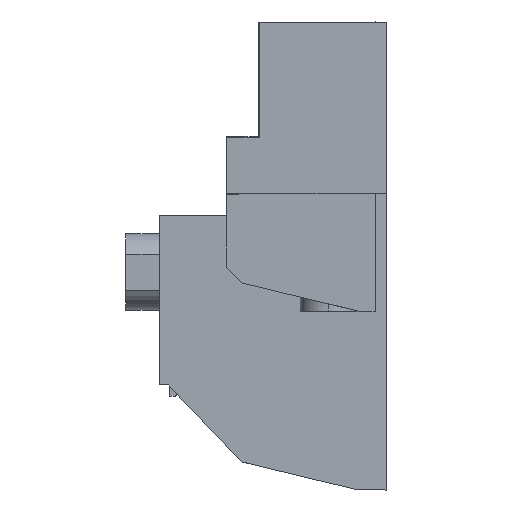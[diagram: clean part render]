
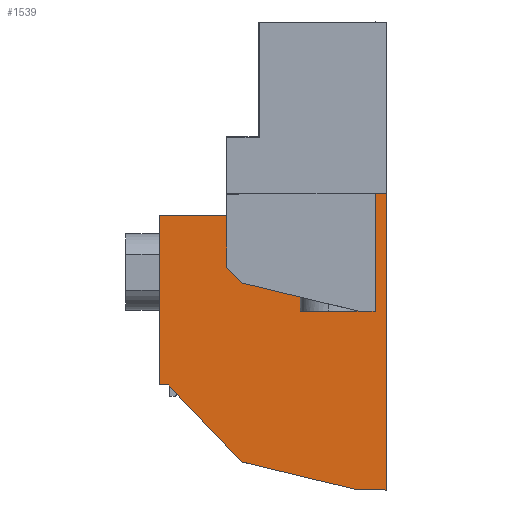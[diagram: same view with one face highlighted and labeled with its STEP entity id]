
A CAD part, left-side view. The second image highlights one B-rep face of the part: STEP entity #1539.
In plain terms, the highlighted planar face has unit normal (-1, 0, 0).
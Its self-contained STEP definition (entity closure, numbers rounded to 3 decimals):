
#1470=AXIS2_PLACEMENT_3D('Plane Axis2P3D',#1467,#1468,#1469) ;
#180=CARTESIAN_POINT('Vertex',(7.62,0.,0.)) ;
#183=CARTESIAN_POINT('Line Origine',(7.62,1.25,0.)) ;
#187=CARTESIAN_POINT('Vertex',(7.62,2.5,0.)) ;
#444=CARTESIAN_POINT('Line Origine',(7.62,7.675,1.25)) ;
#448=CARTESIAN_POINT('Vertex',(7.62,12.85,2.5)) ;
#717=CARTESIAN_POINT('Vertex',(7.62,0.,27.93)) ;
#720=CARTESIAN_POINT('Line Origine',(7.62,0.,13.965)) ;
#1467=CARTESIAN_POINT('Axis2P3D Location',(7.62,0.,41.45)) ;
#1472=CARTESIAN_POINT('Line Origine',(7.62,5.625,27.93)) ;
#1476=CARTESIAN_POINT('Vertex',(7.62,11.25,27.93)) ;
#1479=CARTESIAN_POINT('Line Origine',(7.62,11.25,34.69)) ;
#1483=CARTESIAN_POINT('Vertex',(7.62,11.25,41.45)) ;
#1486=CARTESIAN_POINT('Line Origine',(7.62,11.275,41.45)) ;
#1490=CARTESIAN_POINT('Vertex',(7.62,11.3,41.45)) ;
#1493=CARTESIAN_POINT('Line Origine',(7.62,11.3,32.875)) ;
#1497=CARTESIAN_POINT('Vertex',(7.62,11.3,24.3)) ;
#1500=CARTESIAN_POINT('Line Origine',(7.62,15.7,24.3)) ;
#1504=CARTESIAN_POINT('Vertex',(7.62,20.1,24.3)) ;
#1507=CARTESIAN_POINT('Line Origine',(7.62,20.1,16.8)) ;
#1511=CARTESIAN_POINT('Vertex',(7.62,20.1,9.3)) ;
#1514=CARTESIAN_POINT('Line Origine',(7.62,19.7,9.3)) ;
#1518=CARTESIAN_POINT('Vertex',(7.62,19.3,9.3)) ;
#1521=CARTESIAN_POINT('Line Origine',(7.62,16.075,5.9)) ;
#184=DIRECTION('Vector Direction',(0.,-1.,0.)) ;
#445=DIRECTION('Vector Direction',(0.,-0.972,-0.235)) ;
#721=DIRECTION('Vector Direction',(0.,0.,-1.)) ;
#1468=DIRECTION('Axis2P3D Direction',(1.,0.,0.)) ;
#1469=DIRECTION('Axis2P3D XDirection',(0.,0.,-1.)) ;
#1473=DIRECTION('Vector Direction',(0.,-1.,0.)) ;
#1480=DIRECTION('Vector Direction',(0.,0.,-1.)) ;
#1487=DIRECTION('Vector Direction',(0.,-1.,0.)) ;
#1494=DIRECTION('Vector Direction',(0.,0.,-1.)) ;
#1501=DIRECTION('Vector Direction',(0.,-1.,0.)) ;
#1508=DIRECTION('Vector Direction',(0.,0.,-1.)) ;
#1515=DIRECTION('Vector Direction',(0.,-1.,0.)) ;
#1522=DIRECTION('Vector Direction',(0.,-0.688,-0.726)) ;
#185=VECTOR('Line Direction',#184,1.) ;
#446=VECTOR('Line Direction',#445,1.) ;
#722=VECTOR('Line Direction',#721,1.) ;
#1474=VECTOR('Line Direction',#1473,1.) ;
#1481=VECTOR('Line Direction',#1480,1.) ;
#1488=VECTOR('Line Direction',#1487,1.) ;
#1495=VECTOR('Line Direction',#1494,1.) ;
#1502=VECTOR('Line Direction',#1501,1.) ;
#1509=VECTOR('Line Direction',#1508,1.) ;
#1516=VECTOR('Line Direction',#1515,1.) ;
#1523=VECTOR('Line Direction',#1522,1.) ;
#1527=ORIENTED_EDGE('',*,*,#1478,.F.) ;
#1528=ORIENTED_EDGE('',*,*,#1485,.F.) ;
#1529=ORIENTED_EDGE('',*,*,#1492,.F.) ;
#1530=ORIENTED_EDGE('',*,*,#1499,.T.) ;
#1531=ORIENTED_EDGE('',*,*,#1506,.F.) ;
#1532=ORIENTED_EDGE('',*,*,#1513,.F.) ;
#1533=ORIENTED_EDGE('',*,*,#1520,.F.) ;
#1534=ORIENTED_EDGE('',*,*,#1525,.F.) ;
#1535=ORIENTED_EDGE('',*,*,#450,.F.) ;
#1536=ORIENTED_EDGE('',*,*,#189,.F.) ;
#1537=ORIENTED_EDGE('',*,*,#724,.F.) ;
#1539=ADVANCED_FACE('HOUSING.1',(#1538),#1471,.F.) ;
#189=EDGE_CURVE('',#181,#188,#186,.F.) ;
#450=EDGE_CURVE('',#188,#449,#447,.F.) ;
#724=EDGE_CURVE('',#718,#181,#723,.T.) ;
#1478=EDGE_CURVE('',#1477,#718,#1475,.T.) ;
#1485=EDGE_CURVE('',#1484,#1477,#1482,.T.) ;
#1492=EDGE_CURVE('',#1491,#1484,#1489,.T.) ;
#1499=EDGE_CURVE('',#1491,#1498,#1496,.T.) ;
#1506=EDGE_CURVE('',#1505,#1498,#1503,.T.) ;
#1513=EDGE_CURVE('',#1512,#1505,#1510,.F.) ;
#1520=EDGE_CURVE('',#1519,#1512,#1517,.F.) ;
#1525=EDGE_CURVE('',#449,#1519,#1524,.F.) ;
#1526=EDGE_LOOP('',(#1527,#1528,#1529,#1530,#1531,#1532,#1533,#1534,#1535,#1536,#1537)) ;
#1538=FACE_OUTER_BOUND('',#1526,.T.) ;
#186=LINE('Line',#183,#185) ;
#447=LINE('Line',#444,#446) ;
#723=LINE('Line',#720,#722) ;
#1475=LINE('Line',#1472,#1474) ;
#1482=LINE('Line',#1479,#1481) ;
#1489=LINE('Line',#1486,#1488) ;
#1496=LINE('Line',#1493,#1495) ;
#1503=LINE('Line',#1500,#1502) ;
#1510=LINE('Line',#1507,#1509) ;
#1517=LINE('Line',#1514,#1516) ;
#1524=LINE('Line',#1521,#1523) ;
#1471=PLANE('',#1470) ;
#181=VERTEX_POINT('',#180) ;
#188=VERTEX_POINT('',#187) ;
#449=VERTEX_POINT('',#448) ;
#718=VERTEX_POINT('',#717) ;
#1477=VERTEX_POINT('',#1476) ;
#1484=VERTEX_POINT('',#1483) ;
#1491=VERTEX_POINT('',#1490) ;
#1498=VERTEX_POINT('',#1497) ;
#1505=VERTEX_POINT('',#1504) ;
#1512=VERTEX_POINT('',#1511) ;
#1519=VERTEX_POINT('',#1518) ;
